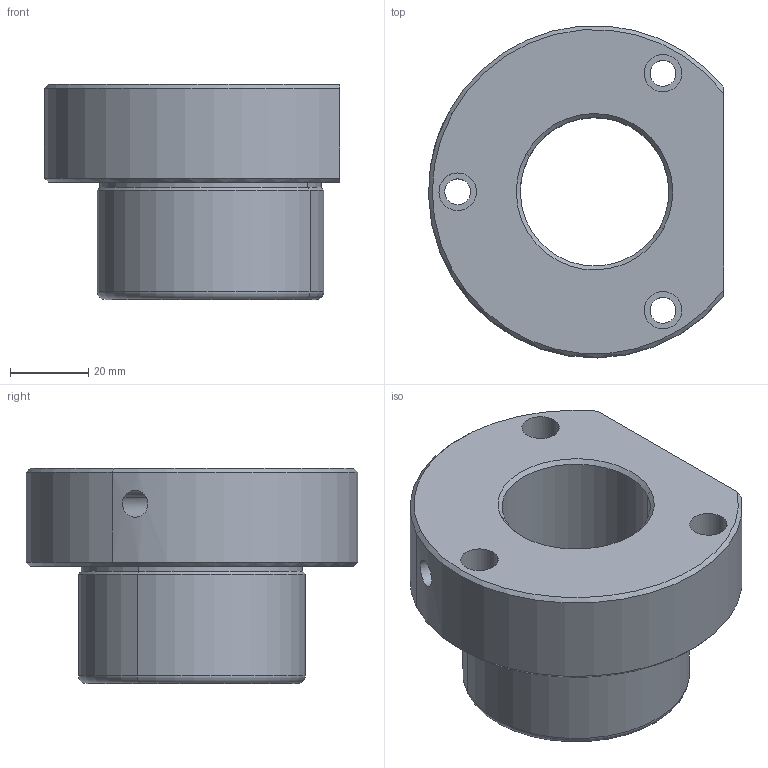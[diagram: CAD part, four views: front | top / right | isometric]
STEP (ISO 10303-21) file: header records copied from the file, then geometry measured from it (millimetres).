
FILE_DESCRIPTION(('CATIA V5 STEP Exchange'),'2;1');
FILE_NAME('RDBA304L.3858.stp','2017-03-26T19:02:54+00:00',('none'),('none'),'CATIA Version 5 Release 19 GA (IN-10)','CATIA V5 STEP AP203','none');
FILE_SCHEMA(('CONFIG_CONTROL_DESIGN'));
Length unit declared in the file: millimetre
Products named in the file (1): RDBA304L.3858
Bounding box: 75.49 x 84.88 x 55 mm (x, y, z)
Volume: 145136.9 mm3; surface area: 28589.7 mm2
Topology: 1 solids, 1 shells, 41 faces, 99 edges, 67 vertices
Faces by surface type: cylinder 22, cone 10, plane 7, torus 2
Entity records: 1206 total; most frequent: CARTESIAN_POINT 263, ORIENTED_EDGE 192, DIRECTION 143, EDGE_CURVE 96, AXIS2_PLACEMENT_3D 80, VERTEX_POINT 60, EDGE_LOOP 54, CIRCLE 52
